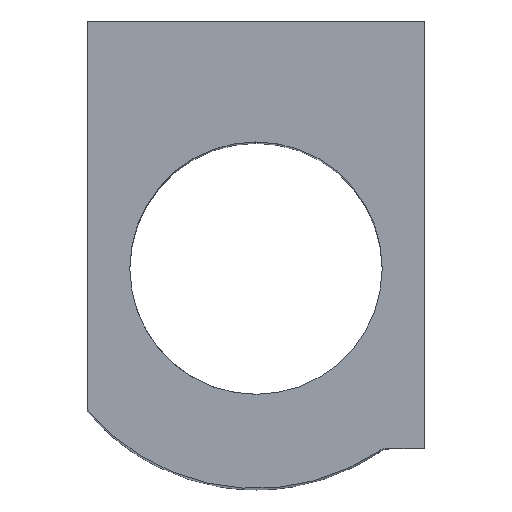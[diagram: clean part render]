
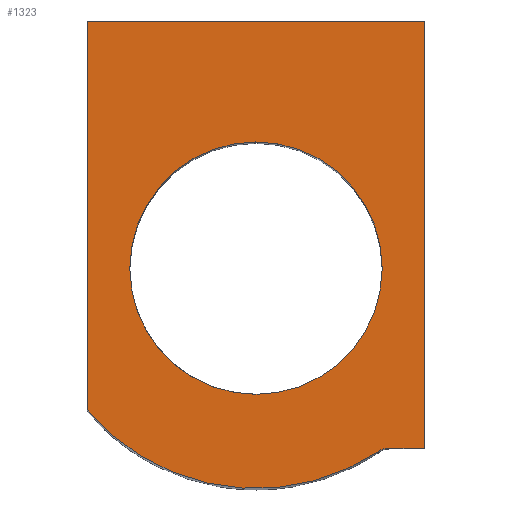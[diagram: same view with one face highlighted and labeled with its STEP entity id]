
A CAD part, top view. The second image highlights one B-rep face of the part: STEP entity #1323.
In plain terms, the highlighted planar face has unit normal (0, 0, 1).
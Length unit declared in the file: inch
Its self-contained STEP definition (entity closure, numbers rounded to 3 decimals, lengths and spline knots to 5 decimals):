
#30=PLANE('',#1453);
#60=FACE_BOUND('',#395,.T.);
#102=LINE('',#2170,#185);
#130=LINE('',#2901,#213);
#131=LINE('',#2902,#214);
#132=LINE('',#2903,#215);
#185=VECTOR('',#1568,39.37008);
#213=VECTOR('',#1706,39.37008);
#214=VECTOR('',#1707,39.37008);
#215=VECTOR('',#1708,39.37008);
#317=FACE_OUTER_BOUND('',#394,.T.);
#394=EDGE_LOOP('',(#1042,#1043,#1044,#1045,#1046,#1047));
#395=EDGE_LOOP('',(#1048));
#512=CIRCLE('',#1396,0.305);
#540=CIRCLE('',#1454,0.5325);
#541=CIRCLE('',#1455,0.05);
#587=VERTEX_POINT('',#2137);
#590=VERTEX_POINT('',#2164);
#592=VERTEX_POINT('',#2168);
#653=VERTEX_POINT('',#2895);
#654=VERTEX_POINT('',#2896);
#655=VERTEX_POINT('',#2898);
#656=VERTEX_POINT('',#2900);
#722=EDGE_CURVE('',#587,#587,#512,.T.);
#729=EDGE_CURVE('',#590,#592,#102,.T.);
#811=EDGE_CURVE('',#653,#654,#540,.T.);
#812=EDGE_CURVE('',#653,#655,#541,.T.);
#813=EDGE_CURVE('',#655,#656,#130,.T.);
#814=EDGE_CURVE('',#656,#590,#131,.T.);
#815=EDGE_CURVE('',#592,#654,#132,.T.);
#1042=ORIENTED_EDGE('',*,*,#811,.F.);
#1043=ORIENTED_EDGE('',*,*,#812,.T.);
#1044=ORIENTED_EDGE('',*,*,#813,.T.);
#1045=ORIENTED_EDGE('',*,*,#814,.T.);
#1046=ORIENTED_EDGE('',*,*,#729,.T.);
#1047=ORIENTED_EDGE('',*,*,#815,.T.);
#1048=ORIENTED_EDGE('',*,*,#722,.F.);
#1323=ADVANCED_FACE('',(#317,#60),#30,.T.);
#1396=AXIS2_PLACEMENT_3D('',#2139,#1555,#1556);
#1453=AXIS2_PLACEMENT_3D('',#2894,#1700,#1701);
#1454=AXIS2_PLACEMENT_3D('',#2897,#1702,#1703);
#1455=AXIS2_PLACEMENT_3D('',#2899,#1704,#1705);
#1555=DIRECTION('center_axis',(0.,0.,1.));
#1556=DIRECTION('ref_axis',(1.,0.,0.));
#1568=DIRECTION('',(-1.,0.,0.));
#1700=DIRECTION('center_axis',(0.,0.,1.));
#1701=DIRECTION('ref_axis',(1.,0.,0.));
#1702=DIRECTION('center_axis',(0.,0.,-1.));
#1703=DIRECTION('ref_axis',(-1.,0.,0.));
#1704=DIRECTION('center_axis',(0.,0.,-1.));
#1705=DIRECTION('ref_axis',(1.,0.,0.));
#1706=DIRECTION('',(1.,0.,0.));
#1707=DIRECTION('',(0.,1.,0.));
#1708=DIRECTION('',(0.,-1.,0.));
#2137=CARTESIAN_POINT('',(1.5075,-1.125,0.));
#2139=CARTESIAN_POINT('Origin',(1.8125,-1.125,0.));
#2164=CARTESIAN_POINT('',(2.22,-0.53,0.));
#2168=CARTESIAN_POINT('',(1.405,-0.53,0.));
#2170=CARTESIAN_POINT('',(2.1914,-0.53,0.));
#2894=CARTESIAN_POINT('Origin',(1.8125,-1.125,0.));
#2895=CARTESIAN_POINT('',(2.10778,-1.56813,0.));
#2896=CARTESIAN_POINT('',(1.405,-1.46778,0.));
#2897=CARTESIAN_POINT('Origin',(1.8125,-1.125,0.));
#2898=CARTESIAN_POINT('',(2.1355,-1.55974,0.));
#2899=CARTESIAN_POINT('Origin',(2.1355,-1.60974,0.));
#2900=CARTESIAN_POINT('',(2.22,-1.55974,0.));
#2901=CARTESIAN_POINT('',(2.22,-1.55974,0.));
#2902=CARTESIAN_POINT('',(2.22,-1.6575,0.));
#2903=CARTESIAN_POINT('',(1.405,-1.6575,0.));
